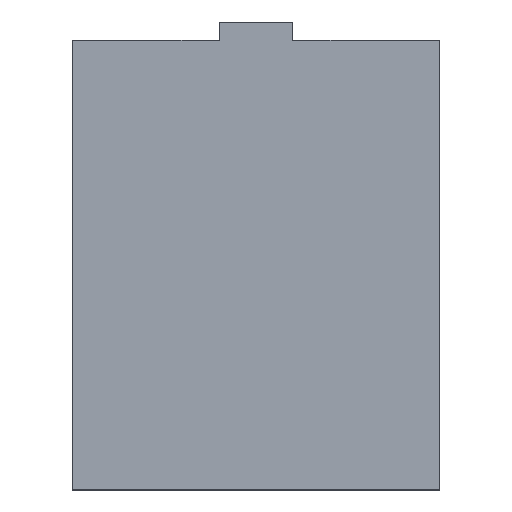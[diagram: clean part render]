
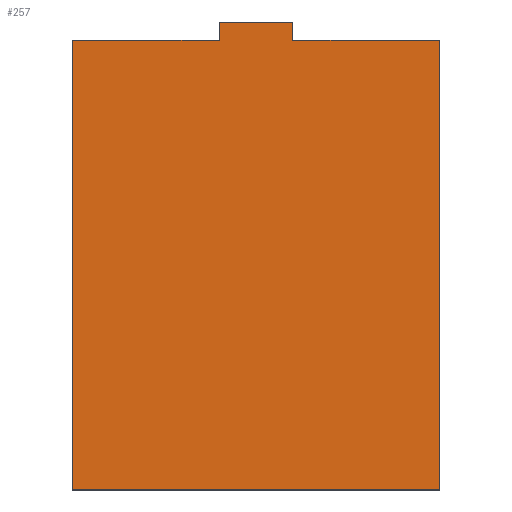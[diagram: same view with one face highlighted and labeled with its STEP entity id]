
A CAD part, top view. The second image highlights one B-rep face of the part: STEP entity #257.
In plain terms, the highlighted free-form (B-spline) face has degree [1, 1] with [2, 2] control points.
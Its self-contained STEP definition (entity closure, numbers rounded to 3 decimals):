
#24 = VERTEX_POINT('',#25);
#25 = CARTESIAN_POINT('',(-16.464,20.141,5.159
    ));
#30 = EDGE_CURVE('',#24,#31,#33,.T.);
#31 = VERTEX_POINT('',#32);
#32 = CARTESIAN_POINT('',(-16.464,-20.141,5.159
    ));
#33 = B_SPLINE_CURVE_WITH_KNOTS('',1,(#34,#35),.UNSPECIFIED.,.F.,.F.,(2,
    2),(0.,36.7),.PIECEWISE_BEZIER_KNOTS.);
#34 = CARTESIAN_POINT('',(-16.464,20.141,5.159
    ));
#35 = CARTESIAN_POINT('',(-16.464,-20.141,5.159
    ));
#65 = VERTEX_POINT('',#66);
#66 = CARTESIAN_POINT('',(-3.293,20.141,5.159
    ));
#71 = EDGE_CURVE('',#65,#24,#72,.T.);
#72 = B_SPLINE_CURVE_WITH_KNOTS('',1,(#73,#74),.UNSPECIFIED.,.F.,.F.,(2,
    2),(18.,30.),.PIECEWISE_BEZIER_KNOTS.);
#73 = CARTESIAN_POINT('',(-3.293,20.141,5.159
    ));
#74 = CARTESIAN_POINT('',(-16.464,20.141,5.159
    ));
#86 = EDGE_CURVE('',#31,#87,#89,.T.);
#87 = VERTEX_POINT('',#88);
#88 = CARTESIAN_POINT('',(16.464,-20.141,5.159)
  );
#89 = B_SPLINE_CURVE_WITH_KNOTS('',1,(#90,#91),.UNSPECIFIED.,.F.,.F.,(2,
    2),(0.,30.),.PIECEWISE_BEZIER_KNOTS.);
#90 = CARTESIAN_POINT('',(-16.464,-20.141,5.159
    ));
#91 = CARTESIAN_POINT('',(16.464,-20.141,5.159)
  );
#116 = VERTEX_POINT('',#117);
#117 = CARTESIAN_POINT('',(-3.293,21.788,
    5.159));
#122 = EDGE_CURVE('',#116,#65,#123,.T.);
#123 = B_SPLINE_CURVE_WITH_KNOTS('',1,(#124,#125),.UNSPECIFIED.,.F.,.F.,
  (2,2),(0.,1.5),.PIECEWISE_BEZIER_KNOTS.);
#124 = CARTESIAN_POINT('',(-3.293,21.788,
    5.159));
#125 = CARTESIAN_POINT('',(-3.293,20.141,
    5.159));
#142 = EDGE_CURVE('',#87,#143,#145,.T.);
#143 = VERTEX_POINT('',#144);
#144 = CARTESIAN_POINT('',(16.464,20.141,5.159
    ));
#145 = B_SPLINE_CURVE_WITH_KNOTS('',1,(#146,#147),.UNSPECIFIED.,.F.,.F.,
  (2,2),(0.,36.7),.PIECEWISE_BEZIER_KNOTS.);
#146 = CARTESIAN_POINT('',(16.464,-20.141,5.159
    ));
#147 = CARTESIAN_POINT('',(16.464,20.141,5.159
    ));
#177 = EDGE_CURVE('',#143,#178,#180,.T.);
#178 = VERTEX_POINT('',#179);
#179 = CARTESIAN_POINT('',(3.293,20.141,5.159
    ));
#180 = B_SPLINE_CURVE_WITH_KNOTS('',1,(#181,#182),.UNSPECIFIED.,.F.,.F.,
  (2,2),(0.,12.),.PIECEWISE_BEZIER_KNOTS.);
#181 = CARTESIAN_POINT('',(16.464,20.141,5.159
    ));
#182 = CARTESIAN_POINT('',(3.293,20.141,5.159
    ));
#200 = VERTEX_POINT('',#201);
#201 = CARTESIAN_POINT('',(3.293,21.788,5.159
    ));
#206 = EDGE_CURVE('',#200,#116,#207,.T.);
#207 = B_SPLINE_CURVE_WITH_KNOTS('',1,(#208,#209),.UNSPECIFIED.,.F.,.F.,
  (2,2),(0.,6.),.PIECEWISE_BEZIER_KNOTS.);
#208 = CARTESIAN_POINT('',(3.293,21.788,5.159
    ));
#209 = CARTESIAN_POINT('',(-3.293,21.788,
    5.159));
#226 = EDGE_CURVE('',#178,#200,#227,.T.);
#227 = B_SPLINE_CURVE_WITH_KNOTS('',1,(#228,#229),.UNSPECIFIED.,.F.,.F.,
  (2,2),(0.,1.5),.PIECEWISE_BEZIER_KNOTS.);
#228 = CARTESIAN_POINT('',(3.293,20.141,5.159
    ));
#229 = CARTESIAN_POINT('',(3.293,21.788,5.159
    ));
#257 = ADVANCED_FACE('',(#258),#268,.T.);
#258 = FACE_BOUND('',#259,.T.);
#259 = EDGE_LOOP('',(#260,#261,#262,#263,#264,#265,#266,#267));
#260 = ORIENTED_EDGE('',*,*,#30,.T.);
#261 = ORIENTED_EDGE('',*,*,#86,.T.);
#262 = ORIENTED_EDGE('',*,*,#142,.T.);
#263 = ORIENTED_EDGE('',*,*,#177,.T.);
#264 = ORIENTED_EDGE('',*,*,#226,.T.);
#265 = ORIENTED_EDGE('',*,*,#206,.T.);
#266 = ORIENTED_EDGE('',*,*,#122,.T.);
#267 = ORIENTED_EDGE('',*,*,#71,.T.);
#268 = B_SPLINE_SURFACE_WITH_KNOTS('',1,1,(
    (#269,#270)
    ,(#271,#272
    )),.UNSPECIFIED.,.F.,.F.,.F.,(2,2),(2,2),(-15.,15.),(-18.836
    ,19.364),.PIECEWISE_BEZIER_KNOTS.);
#269 = CARTESIAN_POINT('',(-16.464,-20.141,
    5.159));
#270 = CARTESIAN_POINT('',(-16.464,21.788,
    5.159));
#271 = CARTESIAN_POINT('',(16.464,-20.141,5.159
    ));
#272 = CARTESIAN_POINT('',(16.464,21.788,5.159
    ));
